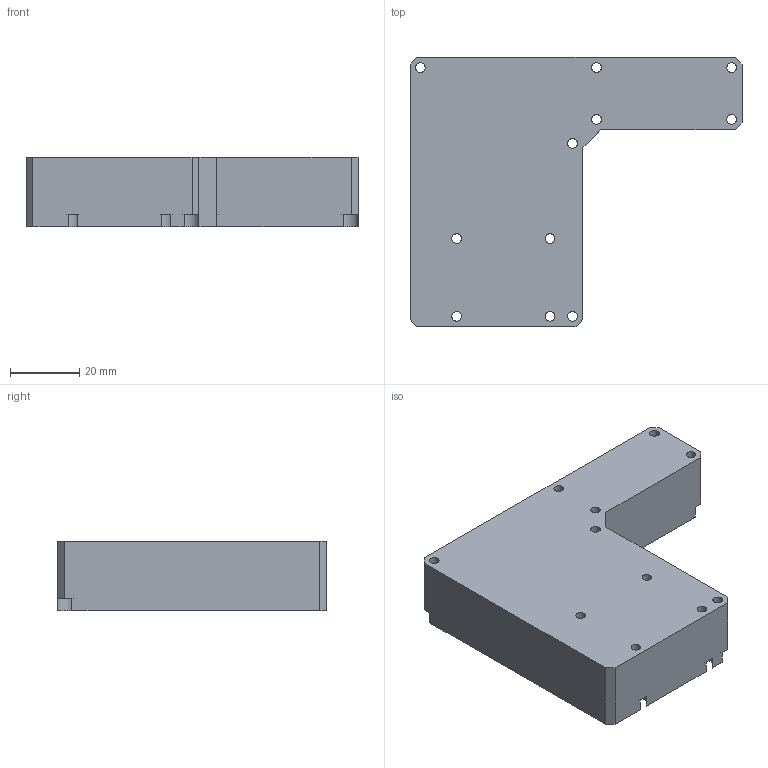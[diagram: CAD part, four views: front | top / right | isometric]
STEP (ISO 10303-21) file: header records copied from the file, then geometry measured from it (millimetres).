
FILE_DESCRIPTION(/* description */ (''),/* implementation_level */ '2;1');
FILE_NAME(/* name */ 'MIAB_Spacer.stp',/* time_stamp */ '2024-08-17T13:57:48+02:00',/* author */ ('diederichbenedict'),/* organization */ (''),/* preprocessor_version */ 'ST-DEVELOPER v20',/* originating_system */ 'Autodesk Inventor 2024',/* authorisation */ '');
FILE_SCHEMA (('AUTOMOTIVE_DESIGN { 1 0 10303 214 3 1 1 }'));
Length unit declared in the file: millimetre
Products named in the file (1): MIAB_Spacer
Bounding box: 96 x 77.93 x 20 mm (x, y, z)
Volume: 94950.7 mm3; surface area: 18495.1 mm2
Topology: 1 solids, 1 shells, 50 faces, 135 edges, 88 vertices
Faces by surface type: plane 26, cylinder 24
Full cylindrical faces by diameter (mm): 2.8 x11, 6.5 x2
Entity records: 1668 total; most frequent: DIRECTION 285, CARTESIAN_POINT 274, ORIENTED_EDGE 270, EDGE_CURVE 135, AXIS2_PLACEMENT_3D 99, VERTEX_POINT 88, LINE 87, VECTOR 87
